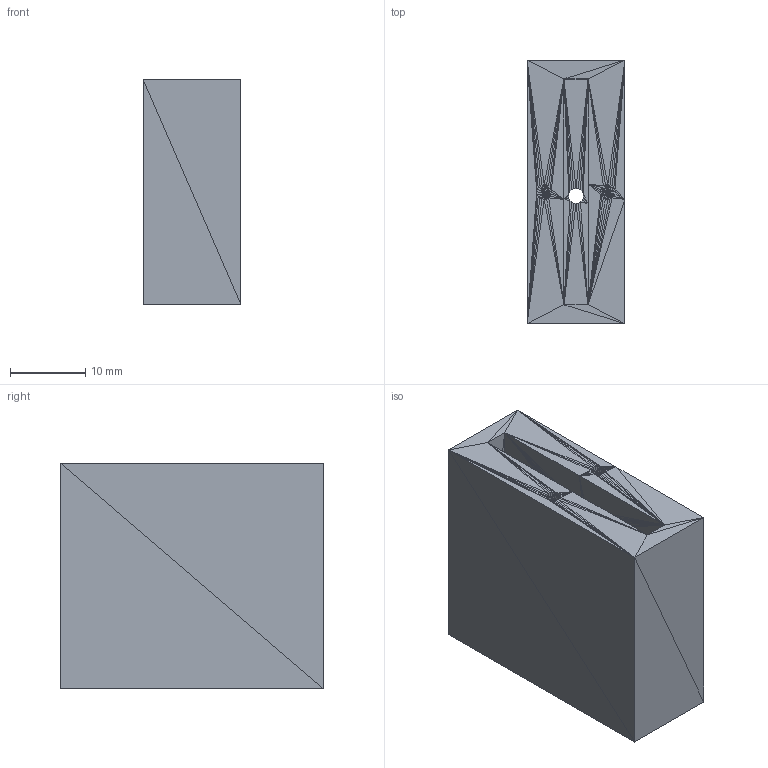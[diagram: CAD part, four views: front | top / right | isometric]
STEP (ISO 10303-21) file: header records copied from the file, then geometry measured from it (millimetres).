
FILE_DESCRIPTION(('FreeCAD Model'),'2;1');
FILE_NAME('boton_1.step' ,'2019-04-23T21:43:29',('Author'),(''), 'Open CASCADE STEP processor 7.3','FreeCAD','Unknown');
FILE_SCHEMA(('AUTOMOTIVE_DESIGN { 1 0 10303 214 1 1 1 1 }'));
Length unit declared in the file: millimetre
Products named in the file (1): Button_Battery_Holder_3032x1001
Bounding box: 13 x 35 x 30 mm (x, y, z)
Surface area: 5558.9 mm2 (no closed solid volume)
Topology: 0 solids, 1 shells, 508 faces, 762 edges, 254 vertices
Faces by surface type: plane 508
Entity records: 19079 total; most frequent: CARTESIAN_POINT 3811, DIRECTION 2542, ORIENTED_EDGE 1524, LINE 1524, VECTOR 1524, PCURVE 1524, DEFINITIONAL_REPRESENTATION 1524, EDGE_CURVE 762
